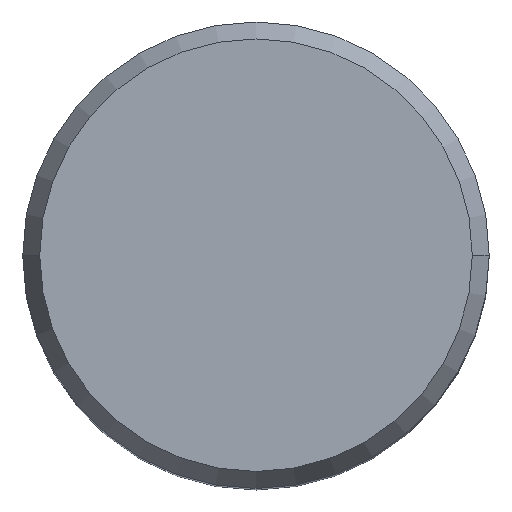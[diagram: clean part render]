
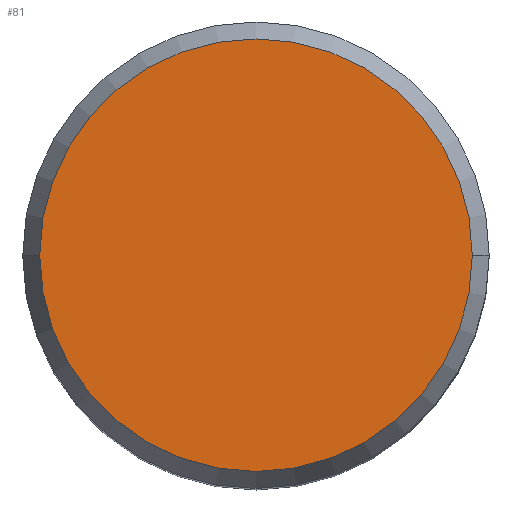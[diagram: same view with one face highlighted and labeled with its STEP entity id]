
A CAD part, top view. The second image highlights one B-rep face of the part: STEP entity #81.
In plain terms, the highlighted planar face has unit normal (0, 0, 1).
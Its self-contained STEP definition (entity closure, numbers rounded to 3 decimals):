
#47=PLANE('',#376);
#59=CIRCLE('',#374,14.72);
#60=CIRCLE('',#375,14.72);
#81=ADVANCED_FACE('',(#106),#47,.T.);
#106=FACE_OUTER_BOUND('',#125,.T.);
#125=EDGE_LOOP('',(#158,#159));
#158=ORIENTED_EDGE('',*,*,#237,.T.);
#159=ORIENTED_EDGE('',*,*,#238,.T.);
#215=VERTEX_POINT('',#576);
#216=VERTEX_POINT('',#577);
#237=EDGE_CURVE('',#215,#216,#59,.T.);
#238=EDGE_CURVE('',#216,#215,#60,.T.);
#374=AXIS2_PLACEMENT_3D('',#575,#447,#448);
#375=AXIS2_PLACEMENT_3D('',#578,#449,#450);
#376=AXIS2_PLACEMENT_3D('',#579,#451,#452);
#447=DIRECTION('',(0.,0.,1.));
#448=DIRECTION('',(-1.,0.,0.));
#449=DIRECTION('',(0.,0.,1.));
#450=DIRECTION('',(1.,0.,0.));
#451=DIRECTION('',(0.,0.,1.));
#452=DIRECTION('',(-1.,0.,0.));
#575=CARTESIAN_POINT('',(0.,0.,30.2));
#576=CARTESIAN_POINT('',(-14.72,0.,30.2));
#577=CARTESIAN_POINT('',(14.72,0.,30.2));
#578=CARTESIAN_POINT('',(0.,0.,30.2));
#579=CARTESIAN_POINT('',(0.,0.,30.2));
